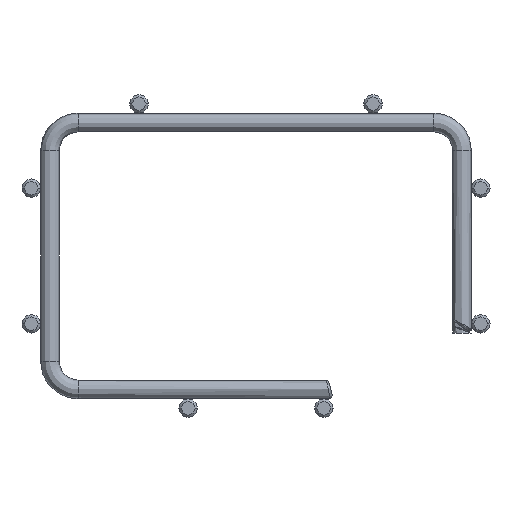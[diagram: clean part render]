
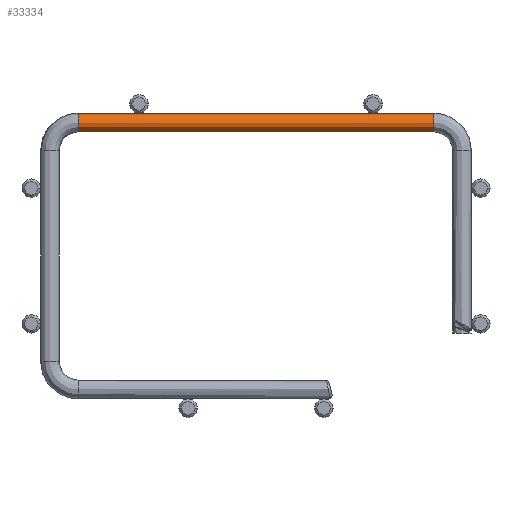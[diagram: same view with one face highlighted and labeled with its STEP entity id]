
A CAD part, front view. The second image highlights one B-rep face of the part: STEP entity #33334.
In plain terms, the highlighted cylindrical face has radius 2 mm (diameter 4 mm), a partial arc.
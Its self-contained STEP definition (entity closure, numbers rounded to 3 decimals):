
#32659=DIRECTION('',(1.,0.,0.));
#32660=VECTOR('',#32659,76.);
#32661=CARTESIAN_POINT('',(-38.,-3002.,-4.));
#32662=LINE('',#32661,#32660);
#32779=CARTESIAN_POINT('',(-38.,-3002.,-2.));
#32780=DIRECTION('',(1.,0.,0.));
#32781=DIRECTION('',(0.,0.,1.));
#32782=AXIS2_PLACEMENT_3D('',#32779,#32780,#32781);
#32784=DIRECTION('',(1.,0.,0.));
#32785=VECTOR('',#32784,76.);
#32786=CARTESIAN_POINT('',(-38.,-3002.,0.));
#32787=LINE('',#32786,#32785);
#32788=CARTESIAN_POINT('',(38.,-3002.,-2.));
#32789=DIRECTION('',(1.,0.,0.));
#32790=DIRECTION('',(0.,0.,1.));
#32791=AXIS2_PLACEMENT_3D('',#32788,#32789,#32790);
#32962=CARTESIAN_POINT('',(-38.,-3002.,-4.));
#32963=CARTESIAN_POINT('',(-38.,-3002.,0.));
#32964=VERTEX_POINT('',#32962);
#32965=VERTEX_POINT('',#32963);
#32966=CARTESIAN_POINT('',(38.,-3002.,-4.));
#32967=CARTESIAN_POINT('',(38.,-3002.,0.));
#32968=VERTEX_POINT('',#32966);
#32969=VERTEX_POINT('',#32967);
#33322=CARTESIAN_POINT('',(-38.,-3002.,-2.));
#33323=DIRECTION('',(1.,0.,0.));
#33324=DIRECTION('',(0.,0.,-1.));
#33325=AXIS2_PLACEMENT_3D('',#33322,#33323,#33324);
#33326=CYLINDRICAL_SURFACE('',#33325,2.);
#33327=ORIENTED_EDGE('',*,*,#33316,.F.);
#33328=ORIENTED_EDGE('',*,*,#33008,.T.);
#33330=ORIENTED_EDGE('',*,*,#33329,.T.);
#33331=ORIENTED_EDGE('',*,*,#33005,.F.);
#33332=EDGE_LOOP('',(#33327,#33328,#33330,#33331));
#33333=FACE_OUTER_BOUND('',#33332,.F.);
#33334=ADVANCED_FACE('',(#33333),#33326,.T.);
#32783=CIRCLE('',#32782,2.);
#32792=CIRCLE('',#32791,2.);
#33005=EDGE_CURVE('',#32964,#32968,#32662,.T.);
#33008=EDGE_CURVE('',#32965,#32969,#32787,.T.);
#33316=EDGE_CURVE('',#32965,#32964,#32783,.T.);
#33329=EDGE_CURVE('',#32969,#32968,#32792,.T.);
